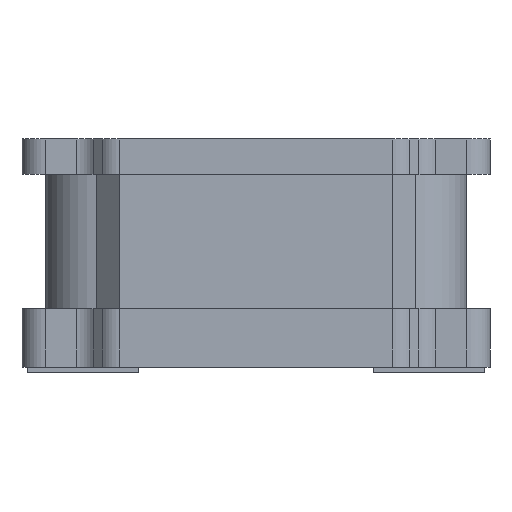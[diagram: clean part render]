
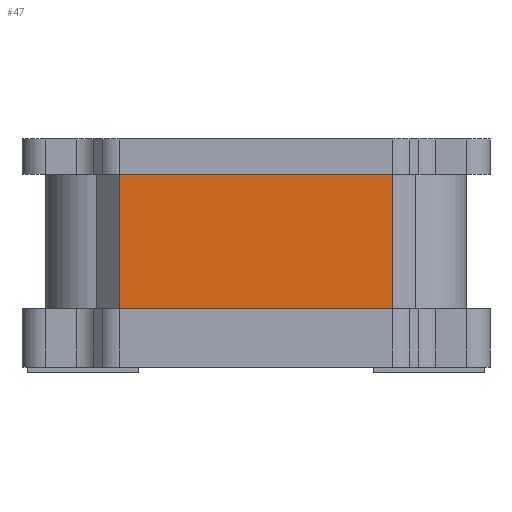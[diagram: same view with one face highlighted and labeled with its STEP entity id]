
A CAD part, left-side view. The second image highlights one B-rep face of the part: STEP entity #47.
In plain terms, the highlighted planar face has unit normal (-1, 0, 0).
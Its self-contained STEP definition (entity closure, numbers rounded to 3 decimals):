
#27 = FACE_OUTER_BOUND ( 'NONE', #559, .T. ) ;
#40 = ORIENTED_EDGE ( 'NONE', *, *, #1836, .T. ) ;
#47 = ADVANCED_FACE ( 'NONE', ( #27 ), #2127, .F. ) ;
#90 = CARTESIAN_POINT ( 'NONE',  ( -1.8, 1.167, 1.7 ) ) ;
#139 = CARTESIAN_POINT ( 'NONE',  ( -1.8, 1.167, 1.7 ) ) ;
#144 = VERTEX_POINT ( 'NONE', #2784 ) ;
#172 = EDGE_CURVE ( 'NONE', #3124, #144, #2484, .T. ) ;
#242 = CARTESIAN_POINT ( 'NONE',  ( -1.8, 1.167, 0.55 ) ) ;
#407 = DIRECTION ( 'NONE',  ( 0., -1., 0. ) ) ;
#523 = VECTOR ( 'NONE', #3366, 1000. ) ;
#559 = EDGE_LOOP ( 'NONE', ( #2952, #1345, #1338, #40 ) ) ;
#800 = VERTEX_POINT ( 'NONE', #2252 ) ;
#860 = LINE ( 'NONE', #2675, #2205 ) ;
#1338 = ORIENTED_EDGE ( 'NONE', *, *, #2421, .F. ) ;
#1345 = ORIENTED_EDGE ( 'NONE', *, *, #1623, .F. ) ;
#1623 = EDGE_CURVE ( 'NONE', #800, #144, #1995, .T. ) ;
#1727 = CARTESIAN_POINT ( 'NONE',  ( -1.8, 1.167, 0.55 ) ) ;
#1733 = VERTEX_POINT ( 'NONE', #139 ) ;
#1752 = VECTOR ( 'NONE', #3276, 1000. ) ;
#1809 = VECTOR ( 'NONE', #407, 1000. ) ;
#1836 = EDGE_CURVE ( 'NONE', #1733, #3124, #860, .T. ) ;
#1897 = DIRECTION ( 'NONE',  ( 0., 0., -1. ) ) ;
#1995 = LINE ( 'NONE', #2505, #1752 ) ;
#2127 = PLANE ( 'NONE',  #3039 ) ;
#2149 = DIRECTION ( 'NONE',  ( 0., 1., 0. ) ) ;
#2167 = CARTESIAN_POINT ( 'NONE',  ( -1.8, 1.167, 1.7 ) ) ;
#2205 = VECTOR ( 'NONE', #1897, 1000. ) ;
#2252 = CARTESIAN_POINT ( 'NONE',  ( -1.8, -1.167, 1.7 ) ) ;
#2421 = EDGE_CURVE ( 'NONE', #1733, #800, #3269, .T. ) ;
#2484 = LINE ( 'NONE', #1727, #523 ) ;
#2505 = CARTESIAN_POINT ( 'NONE',  ( -1.8, -1.167, 1.7 ) ) ;
#2675 = CARTESIAN_POINT ( 'NONE',  ( -1.8, 1.167, 1.7 ) ) ;
#2784 = CARTESIAN_POINT ( 'NONE',  ( -1.8, -1.167, 0.55 ) ) ;
#2925 = DIRECTION ( 'NONE',  ( 1., 0., 0. ) ) ;
#2952 = ORIENTED_EDGE ( 'NONE', *, *, #172, .T. ) ;
#3039 = AXIS2_PLACEMENT_3D ( 'NONE', #2167, #2925, #2149 ) ;
#3124 = VERTEX_POINT ( 'NONE', #242 ) ;
#3269 = LINE ( 'NONE', #90, #1809 ) ;
#3276 = DIRECTION ( 'NONE',  ( 0., 0., -1. ) ) ;
#3366 = DIRECTION ( 'NONE',  ( 0., -1., 0. ) ) ;
